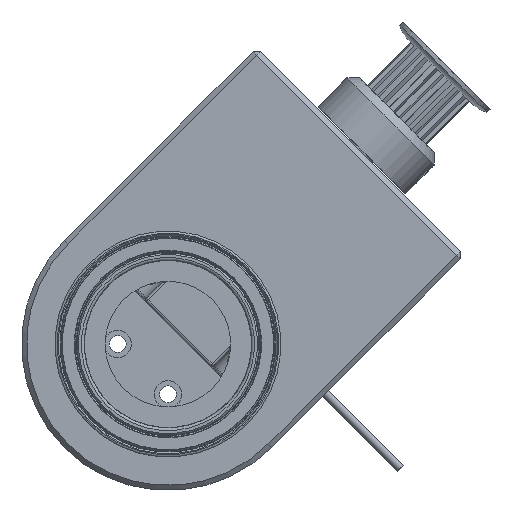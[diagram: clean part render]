
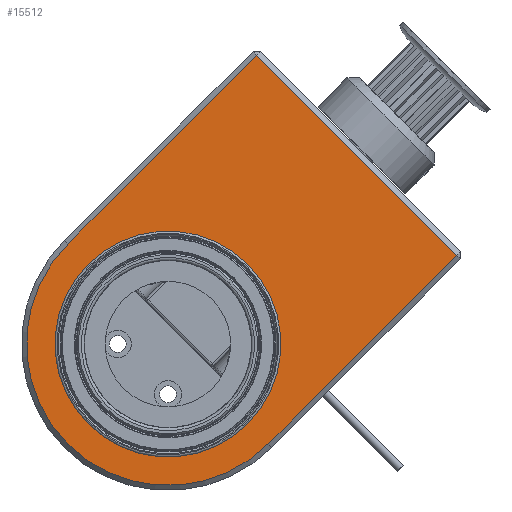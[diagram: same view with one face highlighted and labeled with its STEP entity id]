
A CAD part, left-side view. The second image highlights one B-rep face of the part: STEP entity #15512.
In plain terms, the highlighted planar face has unit normal (-1, 0, 0).
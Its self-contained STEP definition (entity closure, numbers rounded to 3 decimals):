
#641=FACE_BOUND('',#3308,.T.);
#1029=PLANE('',#17250);
#2336=FACE_OUTER_BOUND('',#3307,.T.);
#3307=EDGE_LOOP('',(#14339,#14340,#14341,#14342));
#3308=EDGE_LOOP('',(#14343));
#4454=LINE('',#37528,#5584);
#4456=LINE('',#37536,#5586);
#4459=LINE('',#37540,#5589);
#5584=VECTOR('',#21604,10.);
#5586=VECTOR('',#21614,10.);
#5589=VECTOR('',#21619,10.);
#6409=CIRCLE('',#17243,16.9);
#6411=CIRCLE('',#17251,11.);
#7821=VERTEX_POINT('',#37522);
#7823=VERTEX_POINT('',#37526);
#7824=VERTEX_POINT('',#37530);
#7825=VERTEX_POINT('',#37535);
#7826=VERTEX_POINT('',#37549);
#10006=EDGE_CURVE('',#7823,#7821,#4454,.T.);
#10007=EDGE_CURVE('',#7821,#7824,#6409,.T.);
#10010=EDGE_CURVE('',#7824,#7825,#4456,.T.);
#10013=EDGE_CURVE('',#7825,#7823,#4459,.T.);
#10018=EDGE_CURVE('',#7826,#7826,#6411,.T.);
#14339=ORIENTED_EDGE('',*,*,#10013,.F.);
#14340=ORIENTED_EDGE('',*,*,#10010,.F.);
#14341=ORIENTED_EDGE('',*,*,#10007,.F.);
#14342=ORIENTED_EDGE('',*,*,#10006,.F.);
#14343=ORIENTED_EDGE('',*,*,#10018,.T.);
#15512=ADVANCED_FACE('',(#2336,#641),#1029,.F.);
#17243=AXIS2_PLACEMENT_3D('',#37531,#21607,#21608);
#17250=AXIS2_PLACEMENT_3D('',#37548,#21630,#21631);
#17251=AXIS2_PLACEMENT_3D('',#37550,#21632,#21633);
#21604=DIRECTION('',(0.,0.,-1.));
#21607=DIRECTION('center_axis',(1.,0.,0.));
#21608=DIRECTION('ref_axis',(0.,0.,-1.));
#21614=DIRECTION('',(0.,0.,1.));
#21619=DIRECTION('',(0.,-1.,0.));
#21630=DIRECTION('center_axis',(1.,0.,0.));
#21631=DIRECTION('ref_axis',(0.,0.,-1.));
#21632=DIRECTION('center_axis',(1.,0.,0.));
#21633=DIRECTION('ref_axis',(0.,0.,1.));
#37522=CARTESIAN_POINT('',(-17.5,-16.9,-32.5));
#37526=CARTESIAN_POINT('',(-17.5,-16.9,-0.6));
#37528=CARTESIAN_POINT('',(-17.5,-16.9,-12.5));
#37530=CARTESIAN_POINT('',(-17.5,16.9,-32.5));
#37531=CARTESIAN_POINT('Origin',(-17.5,0.,-32.5));
#37535=CARTESIAN_POINT('',(-17.5,16.9,-0.6));
#37536=CARTESIAN_POINT('',(-17.5,16.9,-28.75));
#37540=CARTESIAN_POINT('',(-17.5,8.75,-0.6));
#37548=CARTESIAN_POINT('Origin',(-17.5,0.,-25.));
#37549=CARTESIAN_POINT('',(-17.5,0.,-43.5));
#37550=CARTESIAN_POINT('Origin',(-17.5,0.,-32.5));
